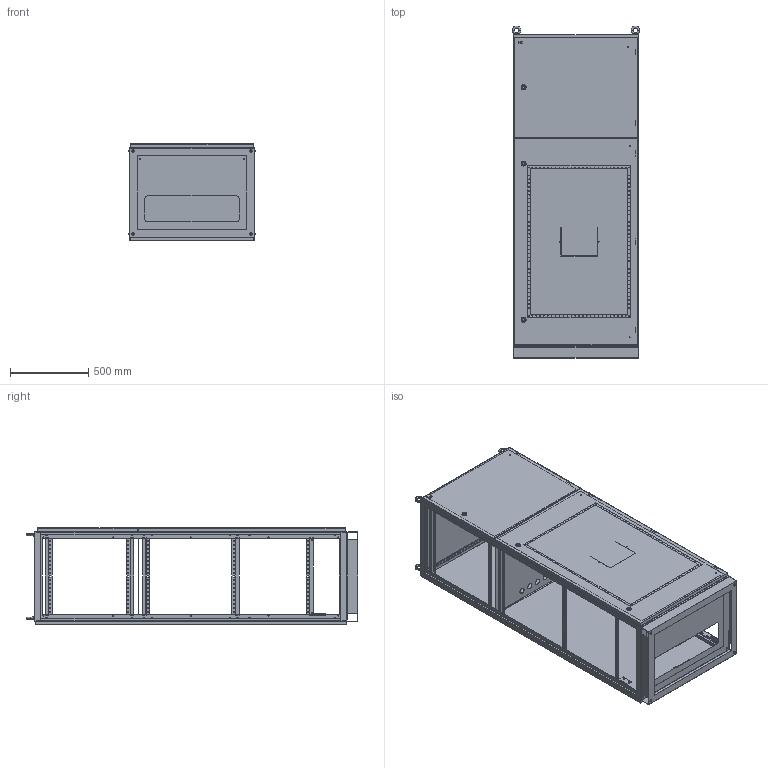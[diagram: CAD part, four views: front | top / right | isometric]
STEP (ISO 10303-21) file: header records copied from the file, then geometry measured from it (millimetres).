
FILE_DESCRIPTION (( 'STEP AP214' ), '1' );
FILE_NAME ('YKM2-C3-2086-31 Øêàô íàïîëüíûé öåëüíîñâàðíîé ÂÐÓ-2 20.80.60 IP31 TITAN.STEP', '2016-09-22T07:39:20', ( 'user' ), ( '' ), 'SwSTEP 2.0', 'SolidWorks 2014', '' );
FILE_SCHEMA (( 'AUTOMOTIVE_DESIGN' ));
Length unit declared in the file: millimetre
Products named in the file (6): Äâåðü ó÷¸òíîãî îòñåêà 800 IP31; Äâåðü äëÿ ÂÐÓ-2 2000õ800 IP31; Îáîëî÷êà ÂÐÓ-2 2000õ800õ600 IP31; YKM2-C3-2086-31 Øêàô íàïîëüíûé öåëüíîñâàðíîé ÂÐÓ-2 20.80.60 IP31 TITAN; Öîêîëü äëÿ ÂÐÓ 800õ600; Ñòåíêà çàäíÿÿ äëÿ ÂÐÓ-õ 2000õ800 IP31
Assembly tree (5 placements, depth 2):
  YKM2-C3-2086-31 Øêàô íàïîëüíûé öåëüíîñâàðíîé ÂÐÓ-2 20.80.60 IP31 TITAN
    Îáîëî÷êà ÂÐÓ-2 2000õ800õ600 IP31
    Äâåðü äëÿ ÂÐÓ-2 2000õ800 IP31
    Äâåðü ó÷¸òíîãî îòñåêà 800 IP31
    Ñòåíêà çàäíÿÿ äëÿ ÂÐÓ-õ 2000õ800 IP31
    Öîêîëü äëÿ ÂÐÓ 800õ600
Bounding box: 814 x 2126 x 627.5 mm (x, y, z)
Volume: 11039967.6 mm3; surface area: 13635139.7 mm2
Topology: 27 solids, 27 shells, 3185 faces, 8518 edges, 5558 vertices
Faces by surface type: plane 2247, cylinder 742, cone 142, bspline 24, torus 22, sphere 8
Entity records: 102156 total; most frequent: CARTESIAN_POINT 19321, ORIENTED_EDGE 17036, DIRECTION 16248, EDGE_CURVE 8518, LINE 6414, VECTOR 6414, VERTEX_POINT 5558, AXIS2_PLACEMENT_3D 4917
